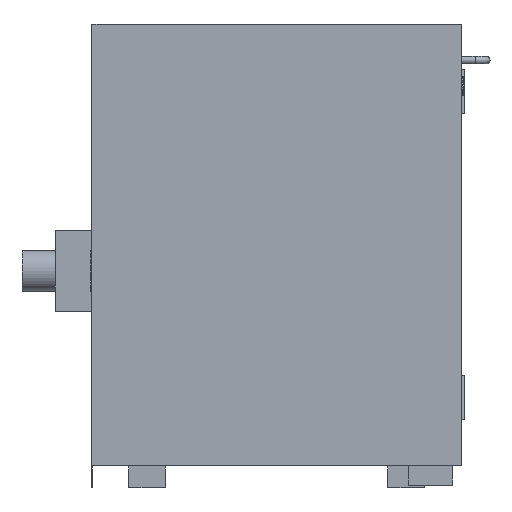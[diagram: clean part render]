
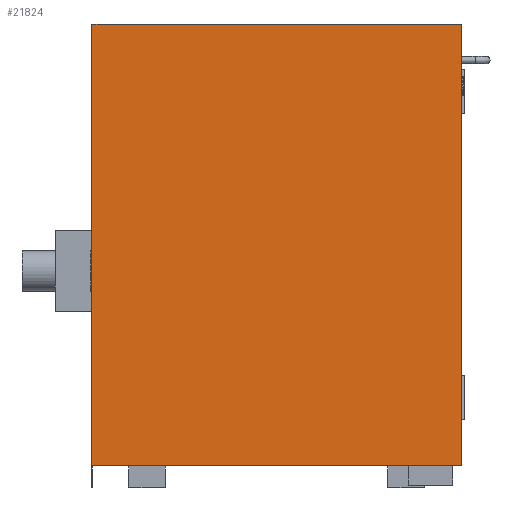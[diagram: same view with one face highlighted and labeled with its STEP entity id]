
A CAD part, left-side view. The second image highlights one B-rep face of the part: STEP entity #21824.
In plain terms, the highlighted planar face has unit normal (-1, 0, 0).
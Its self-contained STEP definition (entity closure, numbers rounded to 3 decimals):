
#1060=LINE('',#28612,#3381);
#1094=LINE('',#28682,#3415);
#1102=LINE('',#28699,#3423);
#1104=LINE('',#28703,#3425);
#1171=LINE('',#28840,#3492);
#1184=LINE('',#28883,#3505);
#3381=VECTOR('',#24248,10.);
#3415=VECTOR('',#24316,10.);
#3423=VECTOR('',#24334,10.);
#3425=VECTOR('',#24338,10.);
#3492=VECTOR('',#24453,10.);
#3505=VECTOR('',#24508,10.);
#5685=PLANE('',#23143);
#6709=FACE_OUTER_BOUND('',#7927,.T.);
#7927=EDGE_LOOP('',(#14863,#14864,#14865,#14866,#14867,#14868));
#9385=VERTEX_POINT('',#28610);
#9386=VERTEX_POINT('',#28611);
#9404=VERTEX_POINT('',#28678);
#9409=VERTEX_POINT('',#28697);
#9410=VERTEX_POINT('',#28701);
#9456=VERTEX_POINT('',#28838);
#11456=EDGE_CURVE('',#9385,#9386,#1060,.T.);
#11492=EDGE_CURVE('',#9386,#9404,#1094,.T.);
#11500=EDGE_CURVE('',#9385,#9409,#1102,.T.);
#11502=EDGE_CURVE('',#9410,#9409,#1104,.T.);
#11569=EDGE_CURVE('',#9456,#9410,#1171,.T.);
#11586=EDGE_CURVE('',#9404,#9456,#1184,.T.);
#14863=ORIENTED_EDGE('',*,*,#11586,.F.);
#14864=ORIENTED_EDGE('',*,*,#11492,.F.);
#14865=ORIENTED_EDGE('',*,*,#11456,.F.);
#14866=ORIENTED_EDGE('',*,*,#11500,.T.);
#14867=ORIENTED_EDGE('',*,*,#11502,.F.);
#14868=ORIENTED_EDGE('',*,*,#11569,.F.);
#21824=ADVANCED_FACE('',(#6709),#5685,.T.);
#23143=AXIS2_PLACEMENT_3D('',#28882,#24506,#24507);
#24248=DIRECTION('',(0.,0.,1.));
#24316=DIRECTION('',(0.,-1.,0.));
#24334=DIRECTION('',(0.,-1.,0.));
#24338=DIRECTION('',(0.,0.,-1.));
#24453=DIRECTION('',(0.,1.,0.));
#24506=DIRECTION('center_axis',(-1.,0.,0.));
#24507=DIRECTION('ref_axis',(0.,-1.,0.));
#24508=DIRECTION('',(0.,0.,-1.));
#28610=CARTESIAN_POINT('',(-551.,251.25,-329.94));
#28611=CARTESIAN_POINT('',(-551.,251.25,300.44));
#28612=CARTESIAN_POINT('',(-551.,251.25,0.));
#28678=CARTESIAN_POINT('',(-551.,-251.25,300.44));
#28682=CARTESIAN_POINT('',(-551.,251.25,300.44));
#28697=CARTESIAN_POINT('',(-551.,251.15,-329.94));
#28699=CARTESIAN_POINT('',(-551.,251.25,-329.94));
#28701=CARTESIAN_POINT('',(-551.,251.15,-300.44));
#28703=CARTESIAN_POINT('',(-551.,251.15,-329.94));
#28838=CARTESIAN_POINT('',(-551.,-251.25,-300.44));
#28840=CARTESIAN_POINT('',(-551.,251.25,-300.44));
#28882=CARTESIAN_POINT('Origin',(-551.,251.25,0.));
#28883=CARTESIAN_POINT('',(-551.,-251.25,0.));
